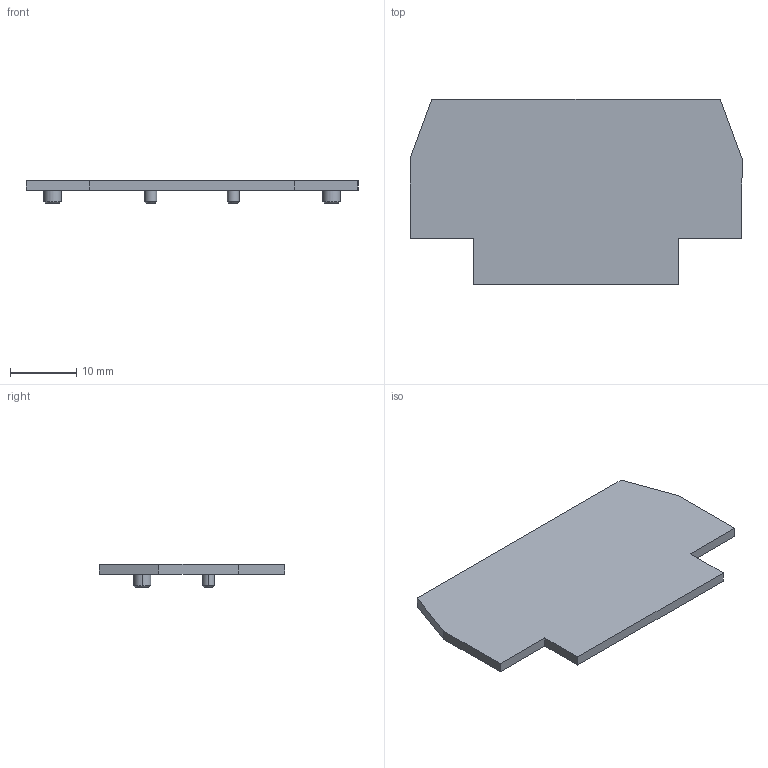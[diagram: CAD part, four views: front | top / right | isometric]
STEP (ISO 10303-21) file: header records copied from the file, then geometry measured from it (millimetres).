
FILE_DESCRIPTION (( 'STEP AP214' ), '1' );
FILE_NAME ('42011_DN-QEC12.step', '2014-05-28T15:17:11', ( '' ), ( '' ), 'SwSTEP 2.0', 'SolidWorks 2013', '' );
FILE_SCHEMA (( 'AUTOMOTIVE_DESIGN' ));
Length unit declared in the file: millimetre
Products named in the file (1): 42011_DN-QEC12
Bounding box: 50 x 28 x 3.5 mm (x, y, z)
Volume: 1873.2 mm3; surface area: 2767.7 mm2
Topology: 1 solids, 1 shells, 36 faces, 78 edges, 48 vertices
Faces by surface type: plane 16, cylinder 8, cone 8, torus 4
Entity records: 1012 total; most frequent: DIRECTION 184, CARTESIAN_POINT 163, ORIENTED_EDGE 156, EDGE_CURVE 78, AXIS2_PLACEMENT_3D 69, VERTEX_POINT 48, VECTOR 46, LINE 46
